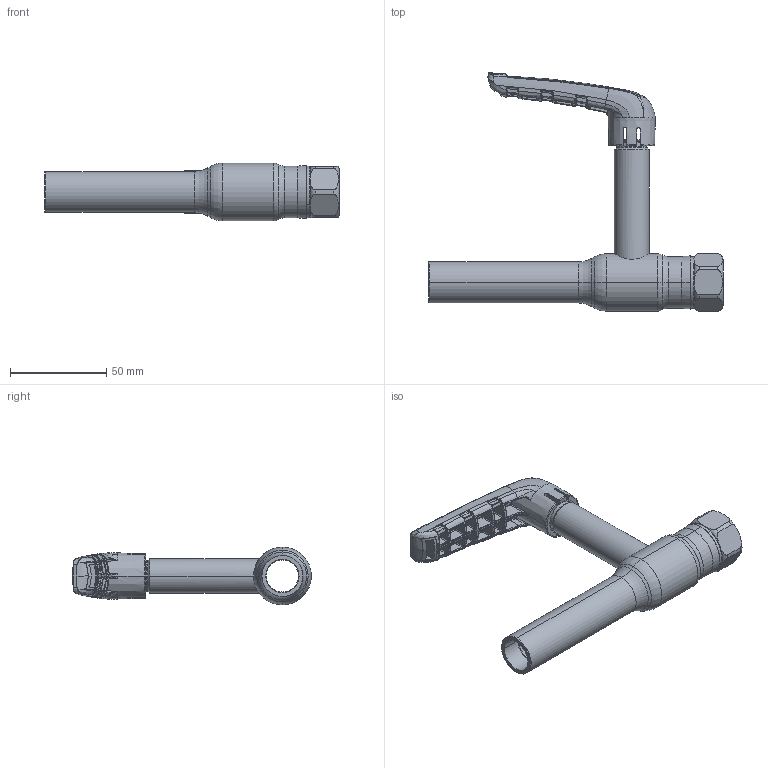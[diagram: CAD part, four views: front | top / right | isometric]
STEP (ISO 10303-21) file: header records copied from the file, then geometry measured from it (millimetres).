
FILE_DESCRIPTION (( 'STEP AP214' ), '1' );
FILE_NAME ('1015003601-2101.step', '2023-09-14T10:09:21', ( '' ), ( '' ), 'SwSTEP 2.0', 'SolidWorks 2021', '' );
FILE_SCHEMA (( 'AUTOMOTIVE_DESIGN' ));
Length unit declared in the file: millimetre
Products named in the file (1): 1015003601-2101
Bounding box: 153 x 124.08 x 30 mm (x, y, z)
Surface area: 30589.3 mm2 (no closed solid volume)
Topology: 0 solids, 6 shells, 749 faces, 2305 edges, 1438 vertices
Faces by surface type: bspline 601, plane 54, cylinder 38, torus 31, cone 25
Entity records: 64841 total; most frequent: CARTESIAN_POINT 41830, ORIENTED_EDGE 3822, EDGE_CURVE 2279, B_SPLINE_CURVE_WITH_KNOTS 1587, DIRECTION 1499, VERTEX_POINT 1438, EDGE_LOOP 770, UNCERTAINTY_MEASURE_WITH_UNIT 751
